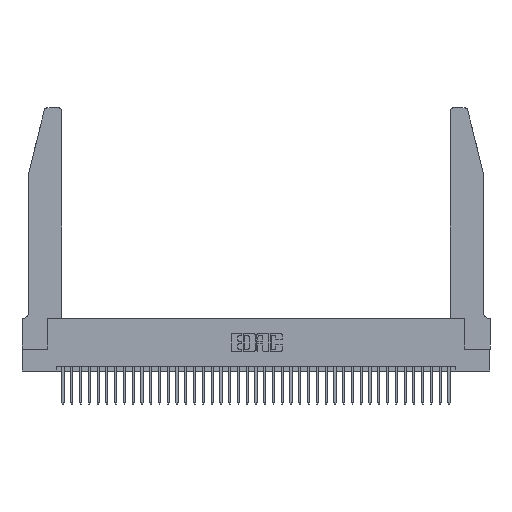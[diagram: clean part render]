
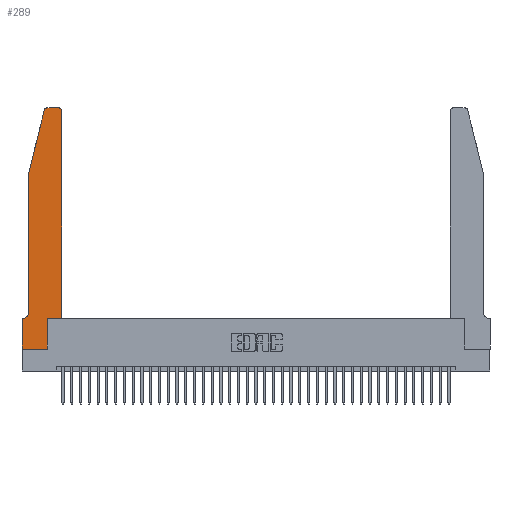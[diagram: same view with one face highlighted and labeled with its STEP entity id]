
A CAD part, top view. The second image highlights one B-rep face of the part: STEP entity #289.
In plain terms, the highlighted planar face has unit normal (0, 0, 1).
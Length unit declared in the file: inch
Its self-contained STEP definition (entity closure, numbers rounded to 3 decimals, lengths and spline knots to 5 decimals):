
#137 = CARTESIAN_POINT ( 'NONE',  ( 0.4505, 0.35, 0.37 ) ) ;
#289 = ADVANCED_FACE ( 'NONE', ( #24125 ), #13018, .T. ) ;
#328 = VERTEX_POINT ( 'NONE', #2175 ) ;
#674 = LINE ( 'NONE', #35058, #32392 ) ;
#1742 = VERTEX_POINT ( 'NONE', #26181 ) ;
#1835 = VECTOR ( 'NONE', #28803, 39.37008 ) ;
#2175 = CARTESIAN_POINT ( 'NONE',  ( 0.0755, 0.42, 0.37 ) ) ;
#2571 = CIRCLE ( 'NONE', #27420, 0.03 ) ;
#3057 = VERTEX_POINT ( 'NONE', #32714 ) ;
#3347 = CARTESIAN_POINT ( 'NONE',  ( 0., 0., 0.37 ) ) ;
#3860 = ORIENTED_EDGE ( 'NONE', *, *, #20929, .T. ) ;
#4480 = DIRECTION ( 'NONE',  ( 0., 1., 0. ) ) ;
#4853 = CARTESIAN_POINT ( 'NONE',  ( 0.0055, 0.42, 0.37 ) ) ;
#5042 = CARTESIAN_POINT ( 'NONE',  ( 0.0755, 0.35, 0.37 ) ) ;
#5810 = VERTEX_POINT ( 'NONE', #31645 ) ;
#5862 = AXIS2_PLACEMENT_3D ( 'NONE', #22998, #9936, #13112 ) ;
#6388 = CARTESIAN_POINT ( 'NONE',  ( 0.0755, 2., 0.37 ) ) ;
#6505 = VERTEX_POINT ( 'NONE', #7248 ) ;
#6538 = DIRECTION ( 'NONE',  ( 0., -1., 0. ) ) ;
#6994 = ORIENTED_EDGE ( 'NONE', *, *, #14264, .T. ) ;
#7248 = CARTESIAN_POINT ( 'NONE',  ( 0., 0.35, 0.37 ) ) ;
#7339 = LINE ( 'NONE', #36824, #15512 ) ;
#8035 = DIRECTION ( 'NONE',  ( -1., 0., 0. ) ) ;
#8089 = VECTOR ( 'NONE', #20627, 39.37008 ) ;
#8628 = VECTOR ( 'NONE', #15472, 39.37008 ) ;
#9110 = CARTESIAN_POINT ( 'NONE',  ( 0.284, 2.72, 0.37 ) ) ;
#9304 = CARTESIAN_POINT ( 'NONE',  ( 0.0755, 2., 0.37 ) ) ;
#9400 = ORIENTED_EDGE ( 'NONE', *, *, #9852, .T. ) ;
#9451 = VECTOR ( 'NONE', #21341, 39.37008 ) ;
#9614 = EDGE_CURVE ( 'NONE', #18440, #35048, #32916, .T. ) ;
#9847 = EDGE_CURVE ( 'NONE', #1742, #3057, #674, .T. ) ;
#9852 = EDGE_CURVE ( 'NONE', #27967, #27057, #16279, .T. ) ;
#9936 = DIRECTION ( 'NONE',  ( 0., 0., 1. ) ) ;
#10048 = EDGE_LOOP ( 'NONE', ( #9400, #12853, #20689, #29435, #3860, #24539, #6994, #23500, #12458, #17698, #34650, #15103 ) ) ;
#10211 = LINE ( 'NONE', #19705, #1835 ) ;
#10375 = VECTOR ( 'NONE', #12476, 39.37008 ) ;
#11452 = CARTESIAN_POINT ( 'NONE',  ( 0.0055, 0.35, 0.37 ) ) ;
#12185 = DIRECTION ( 'NONE',  ( 1., 0., 0. ) ) ;
#12458 = ORIENTED_EDGE ( 'NONE', *, *, #9847, .T. ) ;
#12476 = DIRECTION ( 'NONE',  ( 1., 0., 0. ) ) ;
#12566 = DIRECTION ( 'NONE',  ( 0., 1., 0. ) ) ;
#12853 = ORIENTED_EDGE ( 'NONE', *, *, #37268, .T. ) ;
#13018 = PLANE ( 'NONE',  #5862 ) ;
#13112 = DIRECTION ( 'NONE',  ( 1., 0., 0. ) ) ;
#13987 = VERTEX_POINT ( 'NONE', #11452 ) ;
#14092 = EDGE_CURVE ( 'NONE', #34929, #27967, #23888, .T. ) ;
#14264 = EDGE_CURVE ( 'NONE', #6505, #5810, #34281, .T. ) ;
#15103 = ORIENTED_EDGE ( 'NONE', *, *, #14092, .T. ) ;
#15233 = CARTESIAN_POINT ( 'NONE',  ( 0.0755, 2., 0.37 ) ) ;
#15461 = EDGE_CURVE ( 'NONE', #35048, #328, #33726, .T. ) ;
#15472 = DIRECTION ( 'NONE',  ( -0.239, -0.971, 0. ) ) ;
#15512 = VECTOR ( 'NONE', #12566, 39.37008 ) ;
#16230 = LINE ( 'NONE', #5042, #8089 ) ;
#16279 = LINE ( 'NONE', #23019, #31421 ) ;
#16858 = CIRCLE ( 'NONE', #17699, 0.07 ) ;
#17698 = ORIENTED_EDGE ( 'NONE', *, *, #35018, .T. ) ;
#17699 = AXIS2_PLACEMENT_3D ( 'NONE', #4853, #26293, #8035 ) ;
#18107 = CARTESIAN_POINT ( 'NONE',  ( 0.4205, 2.72, 0.37 ) ) ;
#18166 = VECTOR ( 'NONE', #6538, 39.37008 ) ;
#18440 = VERTEX_POINT ( 'NONE', #39663 ) ;
#18489 = LINE ( 'NONE', #30636, #10375 ) ;
#19705 = CARTESIAN_POINT ( 'NONE',  ( 0., 0., 0.37 ) ) ;
#20172 = EDGE_CURVE ( 'NONE', #5810, #1742, #10211, .T. ) ;
#20627 = DIRECTION ( 'NONE',  ( -1., 0., 0. ) ) ;
#20689 = ORIENTED_EDGE ( 'NONE', *, *, #9614, .T. ) ;
#20929 = EDGE_CURVE ( 'NONE', #328, #13987, #16858, .T. ) ;
#21152 = CARTESIAN_POINT ( 'NONE',  ( 0.4505, 2.72, 0.37 ) ) ;
#21168 = DIRECTION ( 'NONE',  ( 1., 0., 0. ) ) ;
#21341 = DIRECTION ( 'NONE',  ( 0., -1., 0. ) ) ;
#22998 = CARTESIAN_POINT ( 'NONE',  ( 0., 0.35, 0.37 ) ) ;
#23019 = CARTESIAN_POINT ( 'NONE',  ( 0.2605, 2.75, 0.37 ) ) ;
#23500 = ORIENTED_EDGE ( 'NONE', *, *, #20172, .T. ) ;
#23888 = CIRCLE ( 'NONE', #39078, 0.03 ) ;
#24125 = FACE_OUTER_BOUND ( 'NONE', #10048, .T. ) ;
#24539 = ORIENTED_EDGE ( 'NONE', *, *, #26826, .T. ) ;
#26069 = DIRECTION ( 'NONE',  ( -1., 0., 0. ) ) ;
#26181 = CARTESIAN_POINT ( 'NONE',  ( 0.2865, 0., 0.37 ) ) ;
#26293 = DIRECTION ( 'NONE',  ( 0., 0., -1. ) ) ;
#26410 = VERTEX_POINT ( 'NONE', #137 ) ;
#26826 = EDGE_CURVE ( 'NONE', #13987, #6505, #16230, .T. ) ;
#27057 = VERTEX_POINT ( 'NONE', #30633 ) ;
#27420 = AXIS2_PLACEMENT_3D ( 'NONE', #9110, #30346, #12185 ) ;
#27967 = VERTEX_POINT ( 'NONE', #29221 ) ;
#28803 = DIRECTION ( 'NONE',  ( 1., 0., 0. ) ) ;
#29221 = CARTESIAN_POINT ( 'NONE',  ( 0.4205, 2.75, 0.37 ) ) ;
#29435 = ORIENTED_EDGE ( 'NONE', *, *, #15461, .T. ) ;
#30171 = EDGE_CURVE ( 'NONE', #26410, #34929, #7339, .T. ) ;
#30346 = DIRECTION ( 'NONE',  ( 0., 0., 1. ) ) ;
#30633 = CARTESIAN_POINT ( 'NONE',  ( 0.284, 2.75, 0.37 ) ) ;
#30636 = CARTESIAN_POINT ( 'NONE',  ( 0.4505, 0.35, 0.37 ) ) ;
#31421 = VECTOR ( 'NONE', #26069, 39.37008 ) ;
#31645 = CARTESIAN_POINT ( 'NONE',  ( 0., 0., 0.37 ) ) ;
#32392 = VECTOR ( 'NONE', #4480, 39.37008 ) ;
#32714 = CARTESIAN_POINT ( 'NONE',  ( 0.2865, 0.35, 0.37 ) ) ;
#32916 = LINE ( 'NONE', #9304, #8628 ) ;
#33726 = LINE ( 'NONE', #15233, #9451 ) ;
#34281 = LINE ( 'NONE', #3347, #18166 ) ;
#34650 = ORIENTED_EDGE ( 'NONE', *, *, #30171, .T. ) ;
#34929 = VERTEX_POINT ( 'NONE', #21152 ) ;
#35018 = EDGE_CURVE ( 'NONE', #3057, #26410, #18489, .T. ) ;
#35048 = VERTEX_POINT ( 'NONE', #6388 ) ;
#35058 = CARTESIAN_POINT ( 'NONE',  ( 0.2865, 0.35, 0.37 ) ) ;
#36824 = CARTESIAN_POINT ( 'NONE',  ( 0.4505, 0.35, 0.37 ) ) ;
#37268 = EDGE_CURVE ( 'NONE', #27057, #18440, #2571, .T. ) ;
#39078 = AXIS2_PLACEMENT_3D ( 'NONE', #18107, #39281, #21168 ) ;
#39281 = DIRECTION ( 'NONE',  ( 0., 0., 1. ) ) ;
#39663 = CARTESIAN_POINT ( 'NONE',  ( 0.25487, 2.72718, 0.37 ) ) ;
